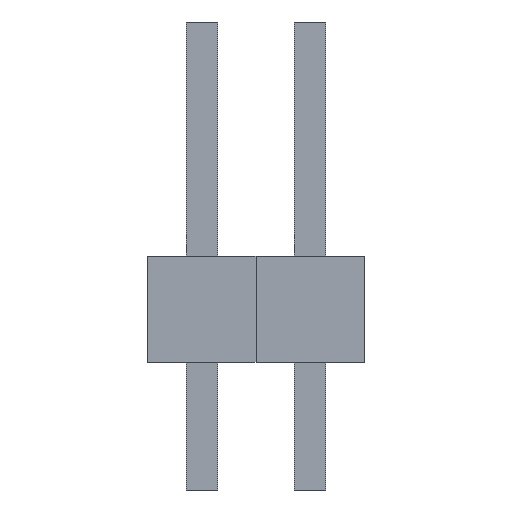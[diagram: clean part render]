
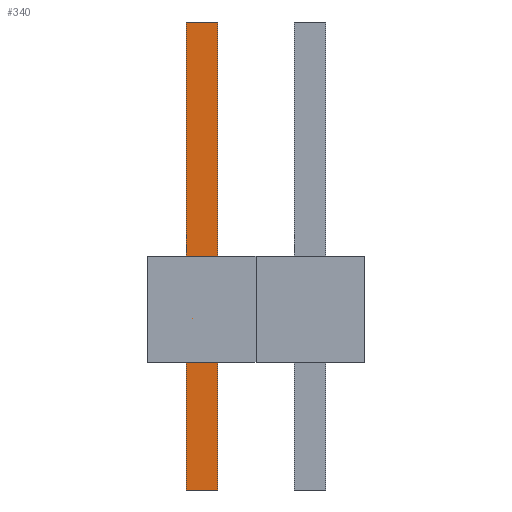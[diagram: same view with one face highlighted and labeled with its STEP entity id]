
A CAD part, front view. The second image highlights one B-rep face of the part: STEP entity #340.
In plain terms, the highlighted planar face has unit normal (0, -1, 0).
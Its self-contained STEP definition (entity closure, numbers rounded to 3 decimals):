
#13=DIRECTION('',(0.,0.,1.));
#14=DIRECTION('',(1.,0.,0.));
#181=VECTOR('',#13,1.);
#188=DIRECTION('',(0.,1.,0.));
#230=VECTOR('',#14,1.);
#294=EDGE_CURVE('',#295,#297,#299,.T.);
#295=VERTEX_POINT('',#296);
#296=CARTESIAN_POINT('',(-0.371,-0.371,-3.));
#297=VERTEX_POINT('',#298);
#298=CARTESIAN_POINT('',(-0.371,-0.371,8.));
#299=LINE('',#296,#181);
#318=ORIENTED_EDGE('',*,*,#319,.F.);
#319=EDGE_CURVE('',#320,#322,#324,.T.);
#320=VERTEX_POINT('',#321);
#321=CARTESIAN_POINT('',(0.371,-0.371,-3.));
#322=VERTEX_POINT('',#323);
#323=CARTESIAN_POINT('',(0.371,-0.371,8.));
#324=LINE('',#321,#181);
#340=ADVANCED_FACE('',(#341),#350,.F.);
#341=FACE_BOUND('',#342,.F.);
#342=EDGE_LOOP('',(#343,#346,#347,#318));
#343=ORIENTED_EDGE('',*,*,#344,.F.);
#344=EDGE_CURVE('',#295,#320,#345,.T.);
#345=LINE('',#296,#230);
#346=ORIENTED_EDGE('',*,*,#294,.T.);
#347=ORIENTED_EDGE('',*,*,#348,.T.);
#348=EDGE_CURVE('',#297,#322,#349,.T.);
#349=LINE('',#298,#230);
#350=PLANE('',#351);
#351=AXIS2_PLACEMENT_3D('',#296,#188,#13);
